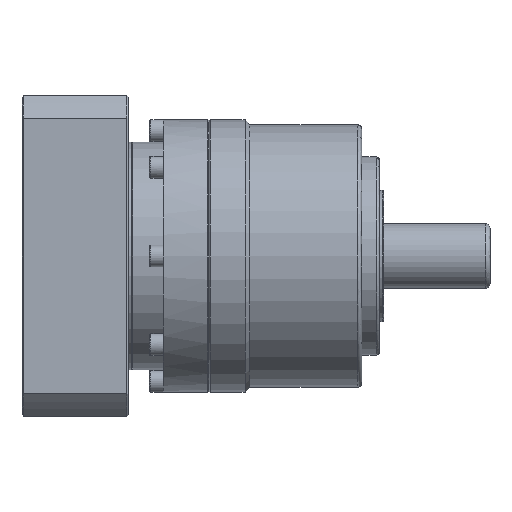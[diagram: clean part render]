
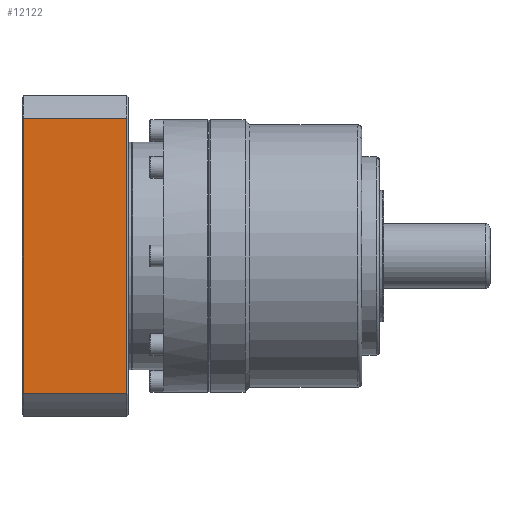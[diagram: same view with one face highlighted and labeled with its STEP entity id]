
A CAD part, front view. The second image highlights one B-rep face of the part: STEP entity #12122.
In plain terms, the highlighted planar face has unit normal (0, -1, 0).
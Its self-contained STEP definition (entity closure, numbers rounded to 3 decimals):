
#128 = EDGE_CURVE ( 'NONE', #17303, #7247, #1561, .T. ) ;
#231 = EDGE_CURVE ( 'NONE', #6528, #17303, #18227, .T. ) ;
#419 = EDGE_CURVE ( 'NONE', #7247, #3167, #18035, .T. ) ;
#433 = EDGE_CURVE ( 'NONE', #6528, #3167, #2179, .T. ) ;
#1224 = VECTOR ( 'NONE', #5526, 1000. ) ;
#1493 = VECTOR ( 'NONE', #11001, 1000. ) ;
#1561 = LINE ( 'NONE', #11126, #1493 ) ;
#1690 = VECTOR ( 'NONE', #5656, 1000. ) ;
#2179 = LINE ( 'NONE', #5964, #1224 ) ;
#3167 = VERTEX_POINT ( 'NONE', #16496 ) ;
#5039 = ORIENTED_EDGE ( 'NONE', *, *, #231, .T. ) ;
#5311 = ORIENTED_EDGE ( 'NONE', *, *, #433, .F. ) ;
#5526 = DIRECTION ( 'NONE',  ( -1., 0., 0. ) ) ;
#5656 = DIRECTION ( 'NONE',  ( 0., 0., -1. ) ) ;
#5668 = CARTESIAN_POINT ( 'NONE',  ( -47.236, -55., 0. ) ) ;
#5964 = CARTESIAN_POINT ( 'NONE',  ( -27.5, -55., 4. ) ) ;
#6528 = VERTEX_POINT ( 'NONE', #13600 ) ;
#6757 = CARTESIAN_POINT ( 'NONE',  ( 47.236, -55., 39.5 ) ) ;
#7118 = PLANE ( 'NONE',  #14211 ) ;
#7247 = VERTEX_POINT ( 'NONE', #8271 ) ;
#8271 = CARTESIAN_POINT ( 'NONE',  ( -47.236, -55., 39.5 ) ) ;
#8932 = CARTESIAN_POINT ( 'NONE',  ( -55., -55., 0. ) ) ;
#9204 = DIRECTION ( 'NONE',  ( 0., 0., 1. ) ) ;
#9429 = CARTESIAN_POINT ( 'NONE',  ( 47.236, -55., 0. ) ) ;
#9874 = EDGE_LOOP ( 'NONE', ( #11743, #10383, #5311, #5039 ) ) ;
#10383 = ORIENTED_EDGE ( 'NONE', *, *, #419, .T. ) ;
#10505 = DIRECTION ( 'NONE',  ( 1., 0., 0. ) ) ;
#11001 = DIRECTION ( 'NONE',  ( -1., 0., 0. ) ) ;
#11126 = CARTESIAN_POINT ( 'NONE',  ( -55., -55., 39.5 ) ) ;
#11743 = ORIENTED_EDGE ( 'NONE', *, *, #128, .T. ) ;
#12122 = ADVANCED_FACE ( 'NONE', ( #12783 ), #7118, .T. ) ;
#12783 = FACE_OUTER_BOUND ( 'NONE', #9874, .T. ) ;
#13600 = CARTESIAN_POINT ( 'NONE',  ( 47.236, -55., 4. ) ) ;
#14211 = AXIS2_PLACEMENT_3D ( 'NONE', #8932, #19504, #10505 ) ;
#16496 = CARTESIAN_POINT ( 'NONE',  ( -47.236, -55., 4. ) ) ;
#16708 = VECTOR ( 'NONE', #9204, 1000. ) ;
#17303 = VERTEX_POINT ( 'NONE', #6757 ) ;
#18035 = LINE ( 'NONE', #5668, #1690 ) ;
#18227 = LINE ( 'NONE', #9429, #16708 ) ;
#19504 = DIRECTION ( 'NONE',  ( 0., -1., 0. ) ) ;
